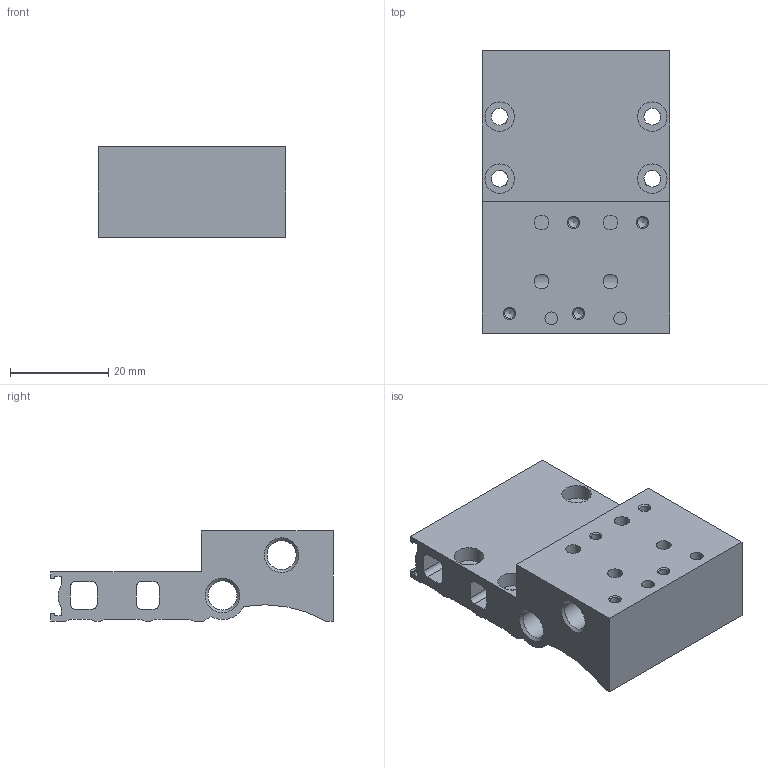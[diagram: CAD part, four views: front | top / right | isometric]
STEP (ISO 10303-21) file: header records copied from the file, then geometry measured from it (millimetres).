
FILE_DESCRIPTION(/* description */ ('STEP AP214'),/* implementation_level */ '2;1');
FILE_NAME(/* name */ '197442_MHP2-PR2-3',/* time_stamp */ '2024-09-06T15:52:50+02:00',/* author */ ('License CC BY-ND 4.0'),/* organization */ ('CADENAS'),/* preprocessor_version */ 'ST-DEVELOPER v19.3',/* originating_system */ 'PARTsolutions',/* authorisation */ ' ');
FILE_SCHEMA (('AUTOMOTIVE_DESIGN {1 0 10303 214 3 1 1}'));
Length unit declared in the file: millimetre
Products named in the file (1): 197442 MHP2-PR2-3
Bounding box: 38 x 57.4 x 18.3 mm (x, y, z)
Volume: 22589.1 mm3; surface area: 11063.3 mm2
Topology: 1 solids, 1 shells, 108 faces, 278 edges, 180 vertices
Faces by surface type: cylinder 48, plane 44, cone 16
Full cylindrical faces by diameter (mm): 2.013 x4, 2.6 x2, 3 x4, 3.4 x4, 5.917 x6, 6 x4
Entity records: 3138 total; most frequent: CARTESIAN_POINT 551, DIRECTION 548, ORIENTED_EDGE 460, EDGE_CURVE 230, AXIS2_PLACEMENT_3D 215, FACE_BOUND 180, VERTEX_POINT 176, EDGE_LOOP 176
